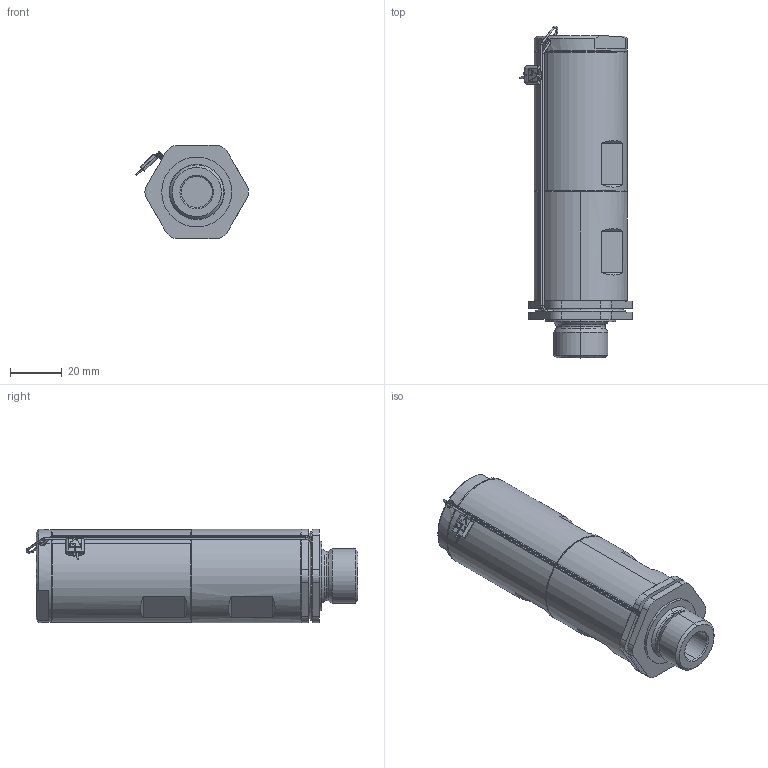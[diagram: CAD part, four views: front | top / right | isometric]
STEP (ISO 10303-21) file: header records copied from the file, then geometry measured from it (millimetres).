
FILE_DESCRIPTION (( 'STEP AP214' ), '1' );
FILE_NAME ('1945-15_MF_158.STEP', '2019-10-16T10:37:45', ( '' ), ( '' ), 'SwSTEP 2.0', 'SolidWorks 2018', '' );
FILE_SCHEMA (( 'AUTOMOTIVE_DESIGN' ));
Length unit declared in the file: millimetre
Products named in the file (2): 1945-15_MF_158
Bounding box: 43.69 x 128.27 x 36 mm (x, y, z)
Volume: 54665.6 mm3; surface area: 33698.6 mm2
Topology: 8 solids, 8 shells, 281 faces, 669 edges, 418 vertices
Faces by surface type: cylinder 101, plane 89, cone 49, torus 34, bspline 8
Entity records: 12606 total; most frequent: CARTESIAN_POINT 2788, DIRECTION 1499, ORIENTED_EDGE 1338, EDGE_CURVE 669, AXIS2_PLACEMENT_3D 603, VERTEX_POINT 418, CIRCLE 328, EDGE_LOOP 311
